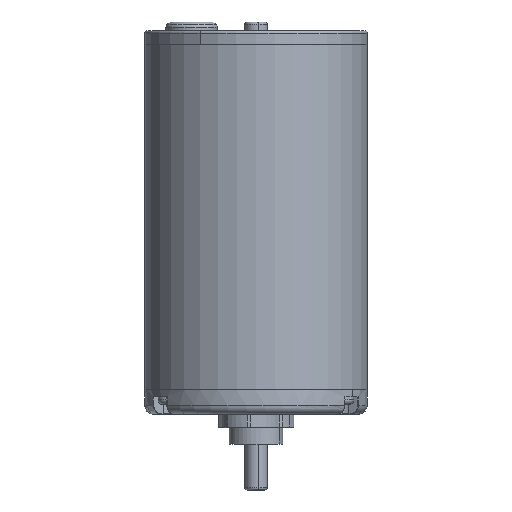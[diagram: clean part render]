
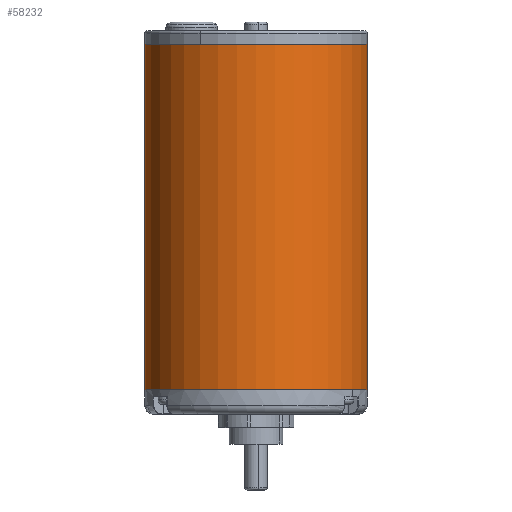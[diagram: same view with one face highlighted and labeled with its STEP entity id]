
A CAD part, front view. The second image highlights one B-rep face of the part: STEP entity #58232.
In plain terms, the highlighted cylindrical face has radius 25 mm (diameter 50 mm), a partial arc.
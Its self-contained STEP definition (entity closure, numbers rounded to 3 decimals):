
#676 = VERTEX_POINT ( 'NONE', #64846 ) ;
#15602 = DIRECTION ( 'NONE',  ( 0., 0., -1. ) ) ;
#17807 = CIRCLE ( 'NONE', #32430, 25. ) ;
#25968 = VERTEX_POINT ( 'NONE', #80715 ) ;
#28360 = ORIENTED_EDGE ( 'NONE', *, *, #52598, .F. ) ;
#28431 = LINE ( 'NONE', #66054, #36072 ) ;
#29457 = VECTOR ( 'NONE', #65496, 1000. ) ;
#30696 = CARTESIAN_POINT ( 'NONE',  ( -25., 0., 77.5 ) ) ;
#31251 = DIRECTION ( 'NONE',  ( 0., 0., -1. ) ) ;
#32430 = AXIS2_PLACEMENT_3D ( 'NONE', #86657, #36792, #68378 ) ;
#36072 = VECTOR ( 'NONE', #31251, 1000. ) ;
#36792 = DIRECTION ( 'NONE',  ( 0., 0., 1. ) ) ;
#37651 = EDGE_CURVE ( 'NONE', #676, #96076, #91791, .T. ) ;
#44484 = ORIENTED_EDGE ( 'NONE', *, *, #37651, .T. ) ;
#49879 = CARTESIAN_POINT ( 'NONE',  ( -25., 0., 0. ) ) ;
#52598 = EDGE_CURVE ( 'NONE', #25968, #106434, #28431, .T. ) ;
#54205 = DIRECTION ( 'NONE',  ( -1., 0., 0. ) ) ;
#58232 = ADVANCED_FACE ( 'NONE', ( #85277 ), #93821, .T. ) ;
#64804 = ORIENTED_EDGE ( 'NONE', *, *, #76656, .F. ) ;
#64846 = CARTESIAN_POINT ( 'NONE',  ( -25., 0., 77.5 ) ) ;
#65496 = DIRECTION ( 'NONE',  ( 0., 0., -1. ) ) ;
#66054 = CARTESIAN_POINT ( 'NONE',  ( 25., 0., 77.5 ) ) ;
#66208 = EDGE_CURVE ( 'NONE', #96076, #106434, #17807, .T. ) ;
#68378 = DIRECTION ( 'NONE',  ( 1., 0., 0. ) ) ;
#69375 = DIRECTION ( 'NONE',  ( 1., 0., 0. ) ) ;
#71348 = CARTESIAN_POINT ( 'NONE',  ( 0., 0., 77.5 ) ) ;
#72433 = ORIENTED_EDGE ( 'NONE', *, *, #66208, .T. ) ;
#74843 = AXIS2_PLACEMENT_3D ( 'NONE', #71348, #15602, #54205 ) ;
#76656 = EDGE_CURVE ( 'NONE', #676, #25968, #90014, .T. ) ;
#76851 = DIRECTION ( 'NONE',  ( 0., 0., 1. ) ) ;
#80715 = CARTESIAN_POINT ( 'NONE',  ( 25., 0., 77.5 ) ) ;
#85277 = FACE_OUTER_BOUND ( 'NONE', #105429, .T. ) ;
#85989 = CARTESIAN_POINT ( 'NONE',  ( 0., 0., 77.5 ) ) ;
#86657 = CARTESIAN_POINT ( 'NONE',  ( 0., 0., 0. ) ) ;
#90014 = CIRCLE ( 'NONE', #99132, 25. ) ;
#91791 = LINE ( 'NONE', #30696, #29457 ) ;
#93821 = CYLINDRICAL_SURFACE ( 'NONE', #74843, 25. ) ;
#96076 = VERTEX_POINT ( 'NONE', #49879 ) ;
#99132 = AXIS2_PLACEMENT_3D ( 'NONE', #85989, #76851, #69375 ) ;
#100421 = CARTESIAN_POINT ( 'NONE',  ( 25., 0., 0. ) ) ;
#105429 = EDGE_LOOP ( 'NONE', ( #28360, #64804, #44484, #72433 ) ) ;
#106434 = VERTEX_POINT ( 'NONE', #100421 ) ;
